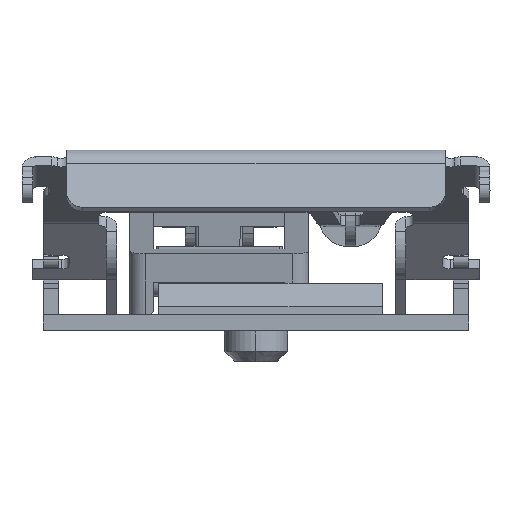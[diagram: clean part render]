
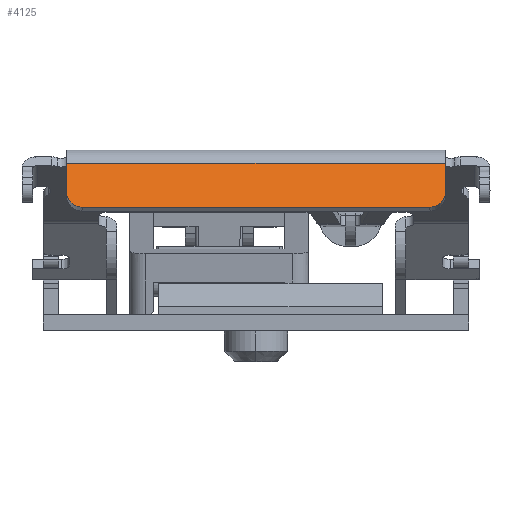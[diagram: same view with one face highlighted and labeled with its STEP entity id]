
A CAD part, left-side view. The second image highlights one B-rep face of the part: STEP entity #4125.
In plain terms, the highlighted face is planar.
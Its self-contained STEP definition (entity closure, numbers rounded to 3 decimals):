
#994 = VECTOR ( 'NONE', #17143, 1000. ) ;
#1167 = DIRECTION ( 'NONE',  ( 0., 0., -1. ) ) ;
#1668 = VERTEX_POINT ( 'NONE', #22970 ) ;
#2197 = CARTESIAN_POINT ( 'NONE',  ( -5.3, -0.75, 8.1 ) ) ;
#2255 = CARTESIAN_POINT ( 'NONE',  ( -5.3, 0.15, 0.45 ) ) ;
#2424 = CARTESIAN_POINT ( 'NONE',  ( -5.3, 0.15, 7.65 ) ) ;
#2755 = LINE ( 'NONE', #20533, #24902 ) ;
#3726 = CARTESIAN_POINT ( 'NONE',  ( -5.3, -0.45, 0.45 ) ) ;
#4125 = ADVANCED_FACE ( 'NONE', ( #16055 ), #26407, .F. ) ;
#4910 = AXIS2_PLACEMENT_3D ( 'NONE', #13524, #11925, #18294 ) ;
#5064 = CARTESIAN_POINT ( 'NONE',  ( -5.3, -0.45, 0.75 ) ) ;
#5212 = CIRCLE ( 'NONE', #21294, 0.3 ) ;
#5255 = DIRECTION ( 'NONE',  ( 0., 0., -1. ) ) ;
#5847 = ORIENTED_EDGE ( 'NONE', *, *, #8051, .F. ) ;
#6469 = VERTEX_POINT ( 'NONE', #25096 ) ;
#6906 = EDGE_CURVE ( 'NONE', #9035, #10222, #2755, .T. ) ;
#6980 = ORIENTED_EDGE ( 'NONE', *, *, #6906, .T. ) ;
#8051 = EDGE_CURVE ( 'NONE', #6469, #1668, #11373, .T. ) ;
#8716 = EDGE_LOOP ( 'NONE', ( #20994, #16782, #5847, #13476, #24537, #6980 ) ) ;
#9035 = VERTEX_POINT ( 'NONE', #15029 ) ;
#9926 = VECTOR ( 'NONE', #14141, 1000. ) ;
#10222 = VERTEX_POINT ( 'NONE', #2255 ) ;
#10675 = EDGE_CURVE ( 'NONE', #6469, #18230, #26676, .T. ) ;
#10907 = EDGE_CURVE ( 'NONE', #17895, #1668, #5212, .T. ) ;
#11373 = LINE ( 'NONE', #2197, #994 ) ;
#11925 = DIRECTION ( 'NONE',  ( 1., 0., 0. ) ) ;
#13178 = DIRECTION ( 'NONE',  ( 0., -1., 0. ) ) ;
#13476 = ORIENTED_EDGE ( 'NONE', *, *, #10675, .T. ) ;
#13524 = CARTESIAN_POINT ( 'NONE',  ( -5.3, 0.15, 8.1 ) ) ;
#14141 = DIRECTION ( 'NONE',  ( 0., 1., 0. ) ) ;
#14733 = DIRECTION ( 'NONE',  ( 0., 0., -1. ) ) ;
#14921 = DIRECTION ( 'NONE',  ( -1., 0., 0. ) ) ;
#15029 = CARTESIAN_POINT ( 'NONE',  ( -5.3, 0.15, 7.65 ) ) ;
#15654 = CARTESIAN_POINT ( 'NONE',  ( -5.3, -0.45, 7.65 ) ) ;
#16055 = FACE_OUTER_BOUND ( 'NONE', #8716, .T. ) ;
#16552 = EDGE_CURVE ( 'NONE', #9035, #18230, #27451, .T. ) ;
#16782 = ORIENTED_EDGE ( 'NONE', *, *, #10907, .T. ) ;
#16978 = AXIS2_PLACEMENT_3D ( 'NONE', #23660, #14921, #14733 ) ;
#17143 = DIRECTION ( 'NONE',  ( 0., 0., -1. ) ) ;
#17204 = EDGE_CURVE ( 'NONE', #17895, #10222, #25721, .T. ) ;
#17895 = VERTEX_POINT ( 'NONE', #3726 ) ;
#18230 = VERTEX_POINT ( 'NONE', #15654 ) ;
#18294 = DIRECTION ( 'NONE',  ( 0., 0., -1. ) ) ;
#20533 = CARTESIAN_POINT ( 'NONE',  ( -5.3, 0.15, 8.1 ) ) ;
#20994 = ORIENTED_EDGE ( 'NONE', *, *, #17204, .F. ) ;
#21294 = AXIS2_PLACEMENT_3D ( 'NONE', #5064, #26559, #5255 ) ;
#21694 = VECTOR ( 'NONE', #13178, 1000. ) ;
#22970 = CARTESIAN_POINT ( 'NONE',  ( -5.3, -0.75, 0.75 ) ) ;
#23660 = CARTESIAN_POINT ( 'NONE',  ( -5.3, -0.45, 7.35 ) ) ;
#24537 = ORIENTED_EDGE ( 'NONE', *, *, #16552, .F. ) ;
#24751 = CARTESIAN_POINT ( 'NONE',  ( -5.3, -0.75, 0.45 ) ) ;
#24902 = VECTOR ( 'NONE', #1167, 1000. ) ;
#25096 = CARTESIAN_POINT ( 'NONE',  ( -5.3, -0.75, 7.35 ) ) ;
#25721 = LINE ( 'NONE', #24751, #9926 ) ;
#26407 = PLANE ( 'NONE',  #4910 ) ;
#26559 = DIRECTION ( 'NONE',  ( -1., 0., 0. ) ) ;
#26676 = CIRCLE ( 'NONE', #16978, 0.3 ) ;
#27451 = LINE ( 'NONE', #2424, #21694 ) ;
